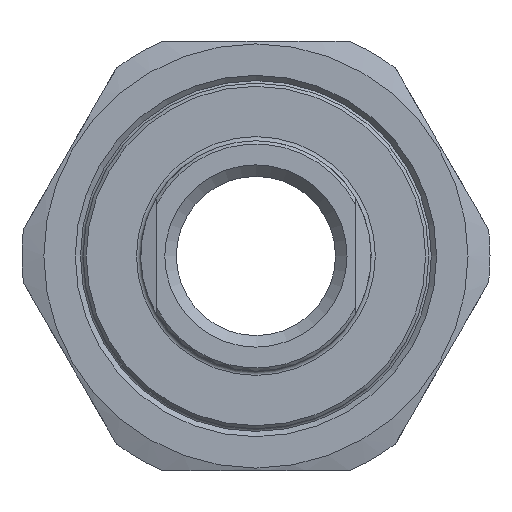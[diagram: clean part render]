
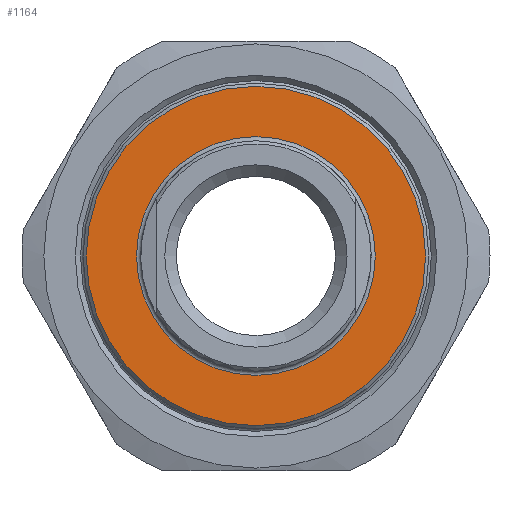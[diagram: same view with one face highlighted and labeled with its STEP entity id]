
A CAD part, left-side view. The second image highlights one B-rep face of the part: STEP entity #1164.
In plain terms, the highlighted planar face has unit normal (-1, 0, 0).
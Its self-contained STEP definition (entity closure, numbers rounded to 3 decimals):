
#79=FACE_BOUND('',#268,.T.);
#106=PLANE('',#1394);
#185=FACE_OUTER_BOUND('',#267,.T.);
#267=EDGE_LOOP('',(#1046));
#268=EDGE_LOOP('',(#1047));
#462=CIRCLE('',#1391,11.4);
#464=CIRCLE('',#1395,16.2);
#573=VERTEX_POINT('',#2162);
#574=VERTEX_POINT('',#2169);
#731=EDGE_CURVE('',#573,#573,#462,.T.);
#734=EDGE_CURVE('',#574,#574,#464,.T.);
#1046=ORIENTED_EDGE('',*,*,#734,.F.);
#1047=ORIENTED_EDGE('',*,*,#731,.F.);
#1164=ADVANCED_FACE('',(#185,#79),#106,.T.);
#1391=AXIS2_PLACEMENT_3D('',#2164,#1756,#1757);
#1394=AXIS2_PLACEMENT_3D('',#2168,#1763,#1764);
#1395=AXIS2_PLACEMENT_3D('',#2170,#1765,#1766);
#1756=DIRECTION('center_axis',(-1.,0.,0.));
#1757=DIRECTION('ref_axis',(0.,-1.,0.));
#1763=DIRECTION('center_axis',(-1.,0.,0.));
#1764=DIRECTION('ref_axis',(0.,0.,1.));
#1765=DIRECTION('center_axis',(1.,0.,0.));
#1766=DIRECTION('ref_axis',(0.,-1.,0.));
#2162=CARTESIAN_POINT('',(-11.5,0.,11.4));
#2164=CARTESIAN_POINT('Origin',(-11.5,0.,0.));
#2168=CARTESIAN_POINT('Origin',(-11.5,16.5,0.));
#2169=CARTESIAN_POINT('',(-11.5,16.2,0.));
#2170=CARTESIAN_POINT('Origin',(-11.5,0.,0.));
